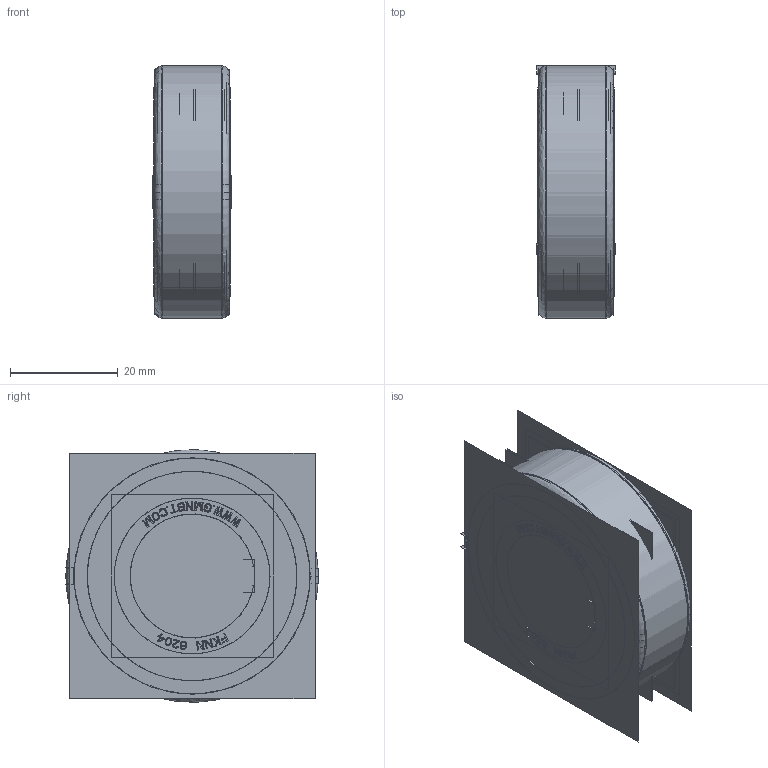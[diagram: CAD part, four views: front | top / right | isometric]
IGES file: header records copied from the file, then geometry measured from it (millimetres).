
Start section:  PTC IGES file: fknn6204.igs
Global section: file name: fknn6204.igs; native system: Creo Parametric by Parametric Technology Corporation; preprocessor: 2013150; author: sales 4; organization: Unknown; date: 20140325.121705; units: millimetre
Bounding box: 14.56 x 47.03 x 47 mm (x, y, z)
Volume: 16667.3 mm3; surface area: 119905.3 mm2
Topology: 38 solids, 38 shells, 3778 faces, 19864 edges, 24910 vertices
Faces by surface type: bspline 2210, revolution 1568
